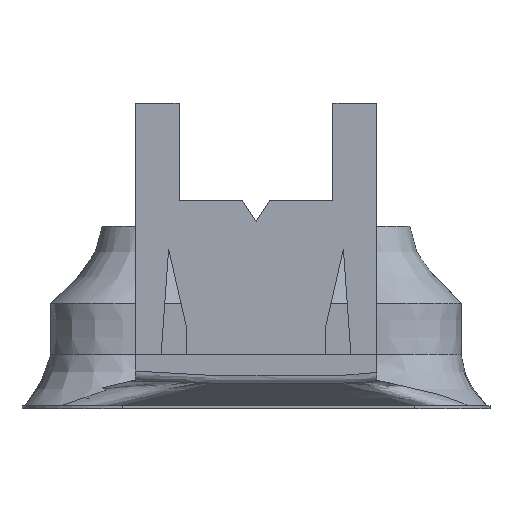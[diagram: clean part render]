
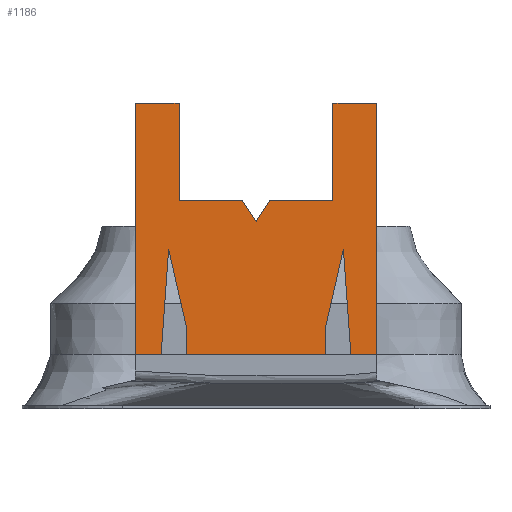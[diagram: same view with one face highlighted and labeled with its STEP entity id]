
A CAD part, front view. The second image highlights one B-rep face of the part: STEP entity #1186.
In plain terms, the highlighted planar face has unit normal (0, -1, 0).
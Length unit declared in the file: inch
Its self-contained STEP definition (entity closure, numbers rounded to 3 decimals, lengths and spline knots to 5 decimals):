
#117=FACE_OUTER_BOUND('',#180,.T.);
#180=EDGE_LOOP('',(#795,#796,#797,#798,#799,#800,#801,#802,#803,#804,#805,
#806,#807,#808,#809,#810,#811,#812,#813));
#243=LINE('',#1557,#358);
#247=LINE('',#1566,#362);
#250=LINE('',#1572,#365);
#254=LINE('',#1579,#369);
#255=LINE('',#1582,#370);
#258=LINE('',#1588,#373);
#259=LINE('',#1590,#374);
#260=LINE('',#1592,#375);
#261=LINE('',#1594,#376);
#262=LINE('',#1596,#377);
#263=LINE('',#1598,#378);
#264=LINE('',#1600,#379);
#265=LINE('',#1602,#380);
#266=LINE('',#1604,#381);
#267=LINE('',#1606,#382);
#268=LINE('',#1608,#383);
#269=LINE('',#1610,#384);
#270=LINE('',#1611,#385);
#271=LINE('',#1612,#386);
#358=VECTOR('',#1322,0.3937);
#362=VECTOR('',#1328,0.3937);
#365=VECTOR('',#1333,0.3937);
#369=VECTOR('',#1339,0.3937);
#370=VECTOR('',#1342,0.3937);
#373=VECTOR('',#1347,0.3937);
#374=VECTOR('',#1348,0.3937);
#375=VECTOR('',#1349,0.3937);
#376=VECTOR('',#1350,0.3937);
#377=VECTOR('',#1351,0.3937);
#378=VECTOR('',#1352,0.3937);
#379=VECTOR('',#1353,0.3937);
#380=VECTOR('',#1354,0.3937);
#381=VECTOR('',#1355,0.3937);
#382=VECTOR('',#1356,0.3937);
#383=VECTOR('',#1357,0.3937);
#384=VECTOR('',#1358,0.3937);
#385=VECTOR('',#1359,0.3937);
#386=VECTOR('',#1360,0.3937);
#473=VERTEX_POINT('',#1554);
#474=VERTEX_POINT('',#1556);
#477=VERTEX_POINT('',#1563);
#478=VERTEX_POINT('',#1565);
#480=VERTEX_POINT('',#1571);
#482=VERTEX_POINT('',#1577);
#483=VERTEX_POINT('',#1581);
#485=VERTEX_POINT('',#1587);
#486=VERTEX_POINT('',#1589);
#487=VERTEX_POINT('',#1591);
#488=VERTEX_POINT('',#1593);
#489=VERTEX_POINT('',#1595);
#490=VERTEX_POINT('',#1597);
#491=VERTEX_POINT('',#1599);
#492=VERTEX_POINT('',#1601);
#493=VERTEX_POINT('',#1603);
#494=VERTEX_POINT('',#1605);
#495=VERTEX_POINT('',#1607);
#496=VERTEX_POINT('',#1609);
#593=EDGE_CURVE('',#474,#473,#243,.T.);
#597=EDGE_CURVE('',#478,#477,#247,.T.);
#600=EDGE_CURVE('',#480,#474,#250,.T.);
#604=EDGE_CURVE('',#477,#482,#254,.T.);
#605=EDGE_CURVE('',#483,#478,#255,.T.);
#608=EDGE_CURVE('',#485,#482,#258,.T.);
#609=EDGE_CURVE('',#485,#486,#259,.T.);
#610=EDGE_CURVE('',#487,#486,#260,.T.);
#611=EDGE_CURVE('',#488,#487,#261,.T.);
#612=EDGE_CURVE('',#489,#488,#262,.T.);
#613=EDGE_CURVE('',#490,#489,#263,.T.);
#614=EDGE_CURVE('',#491,#490,#264,.T.);
#615=EDGE_CURVE('',#491,#492,#265,.T.);
#616=EDGE_CURVE('',#492,#493,#266,.T.);
#617=EDGE_CURVE('',#493,#494,#267,.T.);
#618=EDGE_CURVE('',#495,#494,#268,.T.);
#619=EDGE_CURVE('',#496,#495,#269,.T.);
#620=EDGE_CURVE('',#480,#496,#270,.T.);
#621=EDGE_CURVE('',#483,#473,#271,.T.);
#795=ORIENTED_EDGE('',*,*,#597,.T.);
#796=ORIENTED_EDGE('',*,*,#604,.T.);
#797=ORIENTED_EDGE('',*,*,#608,.F.);
#798=ORIENTED_EDGE('',*,*,#609,.T.);
#799=ORIENTED_EDGE('',*,*,#610,.F.);
#800=ORIENTED_EDGE('',*,*,#611,.F.);
#801=ORIENTED_EDGE('',*,*,#612,.F.);
#802=ORIENTED_EDGE('',*,*,#613,.F.);
#803=ORIENTED_EDGE('',*,*,#614,.F.);
#804=ORIENTED_EDGE('',*,*,#615,.T.);
#805=ORIENTED_EDGE('',*,*,#616,.T.);
#806=ORIENTED_EDGE('',*,*,#617,.T.);
#807=ORIENTED_EDGE('',*,*,#618,.F.);
#808=ORIENTED_EDGE('',*,*,#619,.F.);
#809=ORIENTED_EDGE('',*,*,#620,.F.);
#810=ORIENTED_EDGE('',*,*,#600,.T.);
#811=ORIENTED_EDGE('',*,*,#593,.T.);
#812=ORIENTED_EDGE('',*,*,#621,.F.);
#813=ORIENTED_EDGE('',*,*,#605,.T.);
#1148=PLANE('',#1263);
#1186=ADVANCED_FACE('',(#117),#1148,.F.);
#1263=AXIS2_PLACEMENT_3D('',#1586,#1345,#1346);
#1322=DIRECTION('',(-1.,0.,0.));
#1328=DIRECTION('',(-1.,0.,0.));
#1333=DIRECTION('',(0.,0.,-1.));
#1339=DIRECTION('',(0.,0.,1.));
#1342=DIRECTION('',(-0.544,0.,0.839));
#1345=DIRECTION('center_axis',(0.,1.,0.));
#1346=DIRECTION('ref_axis',(0.,0.,1.));
#1347=DIRECTION('',(1.,0.,0.));
#1348=DIRECTION('',(0.,0.,-1.));
#1349=DIRECTION('',(-1.,0.,0.));
#1350=DIRECTION('',(-0.071,0.,-0.997));
#1351=DIRECTION('',(-0.222,0.,0.975));
#1352=DIRECTION('',(0.,0.,1.));
#1353=DIRECTION('',(-1.,0.,0.));
#1354=DIRECTION('',(0.,0.,1.));
#1355=DIRECTION('',(0.222,0.,0.975));
#1356=DIRECTION('',(0.071,0.,-0.997));
#1357=DIRECTION('',(-1.,0.,0.));
#1358=DIRECTION('',(0.,0.,-1.));
#1359=DIRECTION('',(1.,0.,0.));
#1360=DIRECTION('',(0.544,0.,0.839));
#1554=CARTESIAN_POINT('',(0.26932,0.11,3.));
#1556=CARTESIAN_POINT('',(1.5,0.11,3.));
#1557=CARTESIAN_POINT('',(1.5,0.11,3.));
#1563=CARTESIAN_POINT('',(-1.5,0.11,3.));
#1565=CARTESIAN_POINT('',(-0.26932,0.11,3.));
#1566=CARTESIAN_POINT('',(1.5,0.11,3.));
#1571=CARTESIAN_POINT('',(1.5,0.11,4.9));
#1572=CARTESIAN_POINT('',(1.5,0.11,4.9));
#1577=CARTESIAN_POINT('',(-1.5,0.11,4.9));
#1579=CARTESIAN_POINT('',(-1.5,0.11,3.95));
#1581=CARTESIAN_POINT('',(0.,0.11,2.58421));
#1582=CARTESIAN_POINT('',(1.35,0.11,0.5));
#1586=CARTESIAN_POINT('Origin',(1.5,0.11,4.9));
#1587=CARTESIAN_POINT('',(-2.35,0.11,4.9));
#1588=CARTESIAN_POINT('',(-2.35,0.11,4.9));
#1589=CARTESIAN_POINT('',(-2.35,0.11,0.));
#1590=CARTESIAN_POINT('',(-2.35,0.11,4.9));
#1591=CARTESIAN_POINT('',(-1.85,0.11,0.));
#1592=CARTESIAN_POINT('',(-1.175,0.11,0.));
#1593=CARTESIAN_POINT('',(-1.70326,0.11,2.05435));
#1594=CARTESIAN_POINT('',(-1.5,0.11,4.9));
#1595=CARTESIAN_POINT('',(-1.35,0.11,0.5));
#1596=CARTESIAN_POINT('',(-1.35,0.11,0.5));
#1597=CARTESIAN_POINT('',(-1.35,0.11,0.));
#1598=CARTESIAN_POINT('',(-1.35,0.11,0.));
#1599=CARTESIAN_POINT('',(1.35,0.11,0.));
#1600=CARTESIAN_POINT('',(-0.675,0.11,0.));
#1601=CARTESIAN_POINT('',(1.35,0.11,0.5));
#1602=CARTESIAN_POINT('',(1.35,0.11,0.));
#1603=CARTESIAN_POINT('',(1.70326,0.11,2.05435));
#1604=CARTESIAN_POINT('',(1.35,0.11,0.5));
#1605=CARTESIAN_POINT('',(1.85,0.11,0.));
#1606=CARTESIAN_POINT('',(1.5,0.11,4.9));
#1607=CARTESIAN_POINT('',(2.35,0.11,0.));
#1608=CARTESIAN_POINT('',(0.75,0.11,0.));
#1609=CARTESIAN_POINT('',(2.35,0.11,4.9));
#1610=CARTESIAN_POINT('',(2.35,0.11,4.9));
#1611=CARTESIAN_POINT('',(-2.35,0.11,4.9));
#1612=CARTESIAN_POINT('',(-1.35,0.11,0.5));
